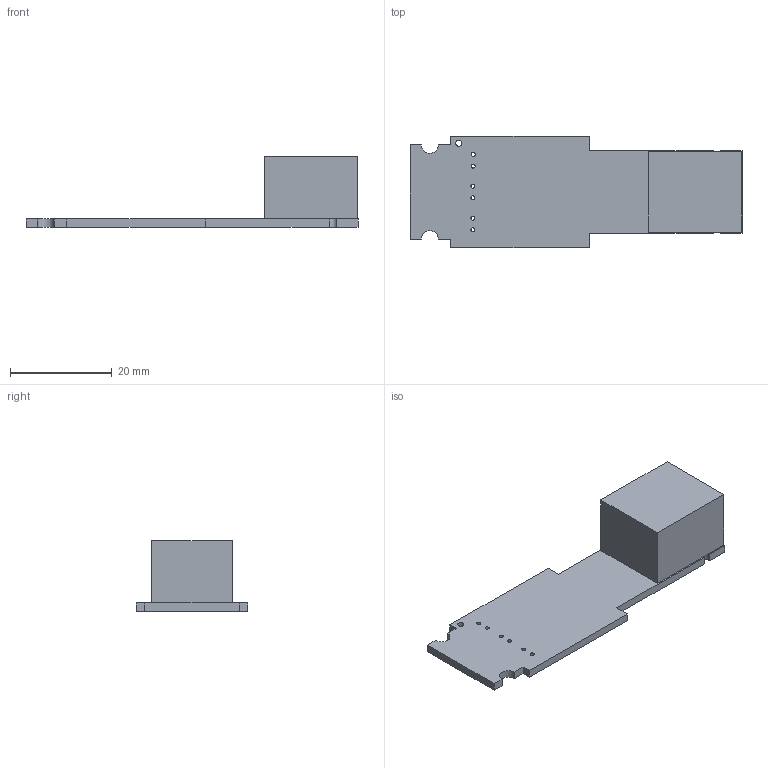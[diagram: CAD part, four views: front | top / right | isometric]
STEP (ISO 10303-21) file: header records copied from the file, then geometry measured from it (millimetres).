
FILE_DESCRIPTION(('Open CASCADE Model'),'2;1');
FILE_NAME('Open CASCADE Shape Model','2024-11-18T12:14:30',('Author'),( 'Open CASCADE'),'Open CASCADE STEP processor 7.5','Open CASCADE 7.5' ,'Unknown');
FILE_SCHEMA(('AUTOMOTIVE_DESIGN { 1 0 10303 214 1 1 1 1 }'));
Length unit declared in the file: millimetre
Products named in the file (4): Open CASCADE STEP translator 7.5 1; Open CASCADE STEP translator 7.5 2; Open CASCADE STEP translator 7.5 3; Open CASCADE STEP translator 7.5 4
Bounding box: 65.25 x 22 x 13.8 mm (x, y, z)
Volume: 5554.8 mm3; surface area: 4457.1 mm2
Topology: 4 solids, 4 shells, 59 faces, 153 edges, 102 vertices
Faces by surface type: plane 36, cylinder 23
Full cylindrical faces by diameter (mm): 0.8 x6, 0.95 x8, 1.2 x1, 3.2 x2
Entity records: 1950 total; most frequent: DIRECTION 319, CARTESIAN_POINT 315, ORIENTED_EDGE 306, EDGE_CURVE 153, LINE 107, VECTOR 107, AXIS2_PLACEMENT_3D 106, VERTEX_POINT 102
